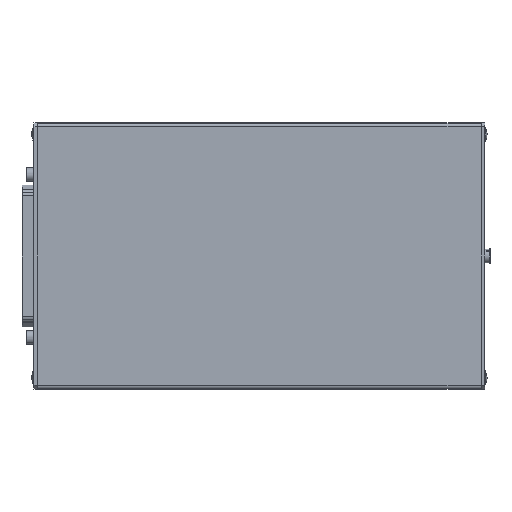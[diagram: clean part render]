
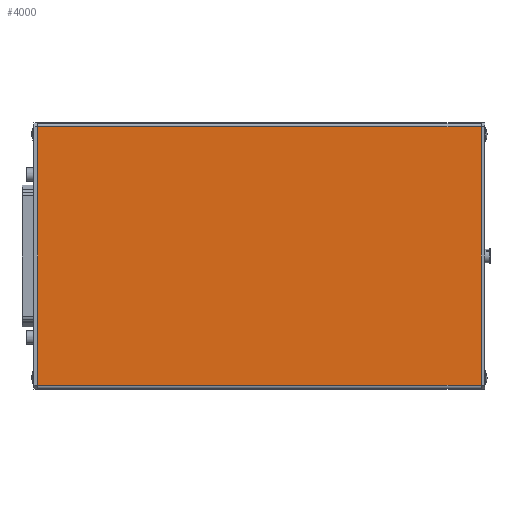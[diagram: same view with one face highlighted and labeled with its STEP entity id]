
A CAD part, front view. The second image highlights one B-rep face of the part: STEP entity #4000.
In plain terms, the highlighted planar face has unit normal (0, -1, 0).
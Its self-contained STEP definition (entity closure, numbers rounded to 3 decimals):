
#885=CARTESIAN_POINT('',(-4.5,21.7,71.0));
#886=VERTEX_POINT('',#885);
#894=CARTESIAN_POINT('',(168.5,21.7,71.0));
#895=VERTEX_POINT('',#894);
#896=CARTESIAN_POINT('',(-4.5,21.7,71.0));
#897=DIRECTION('',(1.0,0.0,0.0));
#898=VECTOR('',#897,173.0);
#899=LINE('',#896,#898);
#900=EDGE_CURVE('',#886,#895,#899,.T.);
#2502=CARTESIAN_POINT('',(-4.5,21.7,-30.0));
#2503=VERTEX_POINT('',#2502);
#2511=CARTESIAN_POINT('',(-4.5,21.7,71.0));
#2512=DIRECTION('',(0.0,0.0,-1.0));
#2513=VECTOR('',#2512,101.0);
#2514=LINE('',#2511,#2513);
#2515=EDGE_CURVE('',#886,#2503,#2514,.T.);
#2639=CARTESIAN_POINT('',(168.5,21.7,-30.0));
#2640=VERTEX_POINT('',#2639);
#2641=CARTESIAN_POINT('',(168.5,21.7,-30.0));
#2642=DIRECTION('',(0.0,0.0,1.0));
#2643=VECTOR('',#2642,101.0);
#2644=LINE('',#2641,#2643);
#2645=EDGE_CURVE('',#2640,#895,#2644,.T.);
#3984=CARTESIAN_POINT('',(-4.5,21.7,-31.5));
#3985=DIRECTION('',(0.0,-1.0,0.0));
#3986=DIRECTION('',(0.0,0.0,-1.0));
#3987=AXIS2_PLACEMENT_3D('',#3984,#3985,#3986);
#3988=PLANE('',#3987);
#3989=ORIENTED_EDGE('',*,*,#900,.F.);
#3990=ORIENTED_EDGE('',*,*,#2515,.T.);
#3991=CARTESIAN_POINT('',(168.5,21.7,-30.0));
#3992=DIRECTION('',(-1.0,0.0,0.0));
#3993=VECTOR('',#3992,173.0);
#3994=LINE('',#3991,#3993);
#3995=EDGE_CURVE('',#2640,#2503,#3994,.T.);
#3996=ORIENTED_EDGE('',*,*,#3995,.F.);
#3997=ORIENTED_EDGE('',*,*,#2645,.T.);
#3998=EDGE_LOOP('',(#3989,#3990,#3996,#3997));
#3999=FACE_OUTER_BOUND('',#3998,.T.);
#4000=ADVANCED_FACE('',(#3999),#3988,.T.);
